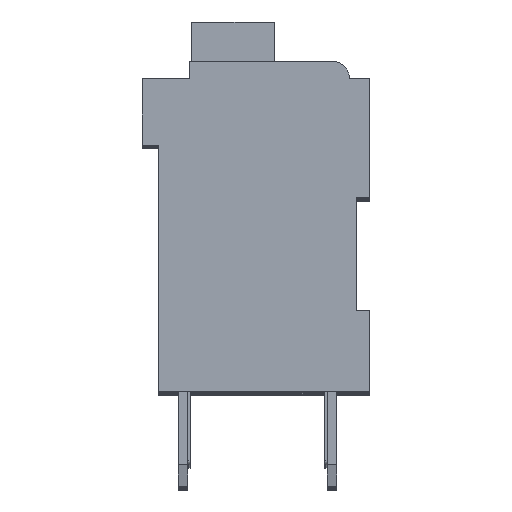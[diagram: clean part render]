
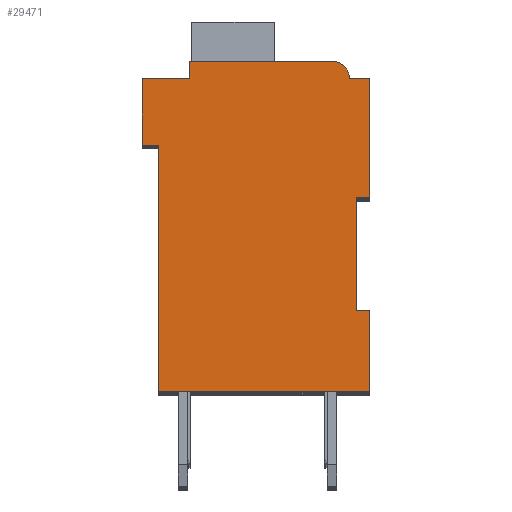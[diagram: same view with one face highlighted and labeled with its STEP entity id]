
A CAD part, top view. The second image highlights one B-rep face of the part: STEP entity #29471.
In plain terms, the highlighted planar face has unit normal (0, 0, 1).
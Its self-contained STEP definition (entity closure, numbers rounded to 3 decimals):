
#4706=DIRECTION('',(1.,0.,0.));
#4707=VECTOR('',#4706,0.5);
#4708=CARTESIAN_POINT('',(7.3,7.15,2.1));
#4709=LINE('',#4708,#4707);
#4710=DIRECTION('',(0.,1.,0.));
#4711=VECTOR('',#4710,4.15);
#4712=CARTESIAN_POINT('',(7.3,3.,2.1));
#4713=LINE('',#4712,#4711);
#4714=DIRECTION('',(-1.,0.,0.));
#4715=VECTOR('',#4714,0.5);
#4716=CARTESIAN_POINT('',(7.8,3.,2.1));
#4717=LINE('',#4716,#4715);
#4718=DIRECTION('',(0.,1.,0.));
#4719=VECTOR('',#4718,3.);
#4720=CARTESIAN_POINT('',(7.8,0.,2.1));
#4721=LINE('',#4720,#4719);
#4722=DIRECTION('',(1.,0.,0.));
#4723=VECTOR('',#4722,7.8);
#4724=CARTESIAN_POINT('',(0.,0.,2.1));
#4725=LINE('',#4724,#4723);
#4726=DIRECTION('',(0.,-1.,0.));
#4727=VECTOR('',#4726,9.1);
#4728=CARTESIAN_POINT('',(0.,9.1,2.1));
#4729=LINE('',#4728,#4727);
#4730=DIRECTION('',(1.,0.,0.));
#4731=VECTOR('',#4730,0.6);
#4732=CARTESIAN_POINT('',(-0.6,9.1,2.1));
#4733=LINE('',#4732,#4731);
#4734=DIRECTION('',(0.,-1.,0.));
#4735=VECTOR('',#4734,2.45);
#4736=CARTESIAN_POINT('',(-0.6,11.55,2.1));
#4737=LINE('',#4736,#4735);
#4738=DIRECTION('',(-1.,0.,0.));
#4739=VECTOR('',#4738,1.75);
#4740=CARTESIAN_POINT('',(1.15,11.55,2.1));
#4741=LINE('',#4740,#4739);
#4742=DIRECTION('',(0.,-1.,0.));
#4743=VECTOR('',#4742,0.65);
#4744=CARTESIAN_POINT('',(1.15,12.2,2.1));
#4745=LINE('',#4744,#4743);
#4746=DIRECTION('',(-1.,0.,0.));
#4747=VECTOR('',#4746,5.25);
#4748=CARTESIAN_POINT('',(6.4,12.2,2.1));
#4749=LINE('',#4748,#4747);
#4750=CARTESIAN_POINT('',(6.4,11.55,2.1));
#4751=DIRECTION('',(0.,0.,1.));
#4752=DIRECTION('',(1.,0.,0.));
#4753=AXIS2_PLACEMENT_3D('',#4750,#4751,#4752);
#4755=DIRECTION('',(-1.,0.,0.));
#4756=VECTOR('',#4755,0.75);
#4757=CARTESIAN_POINT('',(7.8,11.55,2.1));
#4758=LINE('',#4757,#4756);
#4759=DIRECTION('',(0.,1.,0.));
#4760=VECTOR('',#4759,4.4);
#4761=CARTESIAN_POINT('',(7.8,7.15,2.1));
#4762=LINE('',#4761,#4760);
#19447=CARTESIAN_POINT('',(7.3,7.15,2.1));
#19448=CARTESIAN_POINT('',(7.8,7.15,2.1));
#19449=VERTEX_POINT('',#19447);
#19450=VERTEX_POINT('',#19448);
#19451=CARTESIAN_POINT('',(7.8,11.55,2.1));
#19452=VERTEX_POINT('',#19451);
#19453=CARTESIAN_POINT('',(7.05,11.55,2.1));
#19454=VERTEX_POINT('',#19453);
#19455=CARTESIAN_POINT('',(6.4,12.2,2.1));
#19456=VERTEX_POINT('',#19455);
#19457=CARTESIAN_POINT('',(1.15,12.2,2.1));
#19458=VERTEX_POINT('',#19457);
#19459=CARTESIAN_POINT('',(1.15,11.55,2.1));
#19460=VERTEX_POINT('',#19459);
#19461=CARTESIAN_POINT('',(-0.6,11.55,2.1));
#19462=VERTEX_POINT('',#19461);
#19463=CARTESIAN_POINT('',(-0.6,9.1,2.1));
#19464=VERTEX_POINT('',#19463);
#19465=CARTESIAN_POINT('',(0.,9.1,2.1));
#19466=VERTEX_POINT('',#19465);
#19467=CARTESIAN_POINT('',(0.,0.,2.1));
#19468=VERTEX_POINT('',#19467);
#19469=CARTESIAN_POINT('',(7.8,0.,2.1));
#19470=VERTEX_POINT('',#19469);
#19471=CARTESIAN_POINT('',(7.8,3.,2.1));
#19472=VERTEX_POINT('',#19471);
#19473=CARTESIAN_POINT('',(7.3,3.,2.1));
#19474=VERTEX_POINT('',#19473);
#29447=CARTESIAN_POINT('',(0.,0.,2.1));
#29448=DIRECTION('',(0.,0.,1.));
#29449=DIRECTION('',(1.,0.,0.));
#29450=AXIS2_PLACEMENT_3D('',#29447,#29448,#29449);
#29451=PLANE('',#29450);
#29452=ORIENTED_EDGE('',*,*,#25568,.F.);
#29453=ORIENTED_EDGE('',*,*,#26534,.F.);
#29455=ORIENTED_EDGE('',*,*,#29454,.F.);
#29457=ORIENTED_EDGE('',*,*,#29456,.F.);
#29459=ORIENTED_EDGE('',*,*,#29458,.F.);
#29460=ORIENTED_EDGE('',*,*,#26876,.F.);
#29461=ORIENTED_EDGE('',*,*,#27068,.F.);
#29462=ORIENTED_EDGE('',*,*,#27417,.F.);
#29463=ORIENTED_EDGE('',*,*,#27771,.F.);
#29464=ORIENTED_EDGE('',*,*,#27840,.F.);
#29465=ORIENTED_EDGE('',*,*,#28349,.F.);
#29466=ORIENTED_EDGE('',*,*,#29123,.F.);
#29467=ORIENTED_EDGE('',*,*,#28931,.F.);
#29468=ORIENTED_EDGE('',*,*,#26090,.F.);
#29469=EDGE_LOOP('',(#29452,#29453,#29455,#29457,#29459,#29460,#29461,#29462,
#29463,#29464,#29465,#29466,#29467,#29468));
#29470=FACE_OUTER_BOUND('',#29469,.F.);
#4754=CIRCLE('',#4753,0.65);
#25568=EDGE_CURVE('',#19449,#19450,#4709,.T.);
#26090=EDGE_CURVE('',#19450,#19452,#4762,.T.);
#26534=EDGE_CURVE('',#19474,#19449,#4713,.T.);
#26876=EDGE_CURVE('',#19466,#19468,#4729,.T.);
#27068=EDGE_CURVE('',#19464,#19466,#4733,.T.);
#27417=EDGE_CURVE('',#19462,#19464,#4737,.T.);
#27771=EDGE_CURVE('',#19460,#19462,#4741,.T.);
#27840=EDGE_CURVE('',#19458,#19460,#4745,.T.);
#28349=EDGE_CURVE('',#19456,#19458,#4749,.T.);
#28931=EDGE_CURVE('',#19452,#19454,#4758,.T.);
#29123=EDGE_CURVE('',#19454,#19456,#4754,.T.);
#29454=EDGE_CURVE('',#19472,#19474,#4717,.T.);
#29456=EDGE_CURVE('',#19470,#19472,#4721,.T.);
#29458=EDGE_CURVE('',#19468,#19470,#4725,.T.);
#29471=ADVANCED_FACE('',(#29470),#29451,.T.);
